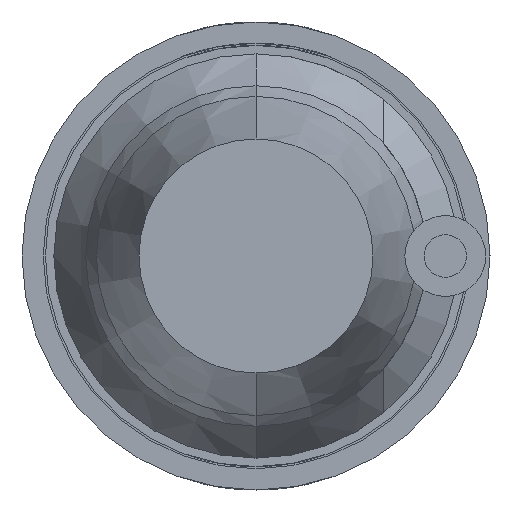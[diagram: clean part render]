
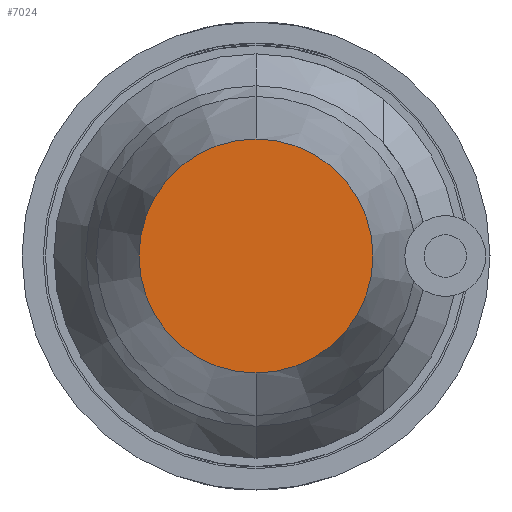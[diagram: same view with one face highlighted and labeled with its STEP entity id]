
A CAD part, front view. The second image highlights one B-rep face of the part: STEP entity #7024.
In plain terms, the highlighted planar face has unit normal (0, -1, 0).
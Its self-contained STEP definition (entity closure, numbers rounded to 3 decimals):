
#408 = CARTESIAN_POINT ( 'NONE',  ( 0., -39.2, 0.55 ) ) ;
#987 = DIRECTION ( 'NONE',  ( 0., 1., 0. ) ) ;
#1065 = DIRECTION ( 'NONE',  ( 0., -1., 0. ) ) ;
#1154 = DIRECTION ( 'NONE',  ( 0., 0., -1. ) ) ;
#1338 = CARTESIAN_POINT ( 'NONE',  ( 0., -39.2, 0. ) ) ;
#1343 = EDGE_CURVE ( 'Defeature ausgef�hrt1_32+Defeature ausgef�hrt1_31+Defeature ausgef�hrt1_31+Defeature ausgef�hrt1_31', #7393, #6770, #5530, .T. ) ;
#1570 = EDGE_CURVE ( 'Defeature ausgef�hrt1_32+Defeature ausgef�hrt1_31+Defeature ausgef�hrt1_31+Defeature ausgef�hrt1_31', #6770, #7393, #3601, .T. ) ;
#1922 = DIRECTION ( 'NONE',  ( 0., 0., 1. ) ) ;
#2844 = AXIS2_PLACEMENT_3D ( 'NONE', #3916, #987, #5097 ) ;
#2853 = CARTESIAN_POINT ( 'NONE',  ( -0.55, -39.2, 0. ) ) ;
#3601 = CIRCLE ( 'NONE', #2844, 0.55 ) ;
#3733 = EDGE_LOOP ( 'NONE', ( #4481, #6168 ) ) ;
#3751 = AXIS2_PLACEMENT_3D ( 'NONE', #2853, #1065, #1154 ) ;
#3916 = CARTESIAN_POINT ( 'NONE',  ( 0., -39.2, 0. ) ) ;
#4372 = CARTESIAN_POINT ( 'NONE',  ( 0., -39.2, -0.55 ) ) ;
#4481 = ORIENTED_EDGE ( 'NONE', *, *, #1343, .F. ) ;
#4668 = PLANE ( 'NONE',  #3751 ) ;
#5097 = DIRECTION ( 'NONE',  ( 0., 0., 1. ) ) ;
#5461 = DIRECTION ( 'NONE',  ( 0., 1., 0. ) ) ;
#5530 = CIRCLE ( 'NONE', #5605, 0.55 ) ;
#5605 = AXIS2_PLACEMENT_3D ( 'NONE', #1338, #5461, #1922 ) ;
#5788 = FACE_OUTER_BOUND ( 'NONE', #3733, .T. ) ;
#6168 = ORIENTED_EDGE ( 'NONE', *, *, #1570, .F. ) ;
#6770 = VERTEX_POINT ( 'NONE', #4372 ) ;
#7024 = ADVANCED_FACE ( 'Defeature ausgef�hrt1_31', ( #5788 ), #4668, .T. ) ;
#7393 = VERTEX_POINT ( 'NONE', #408 ) ;
